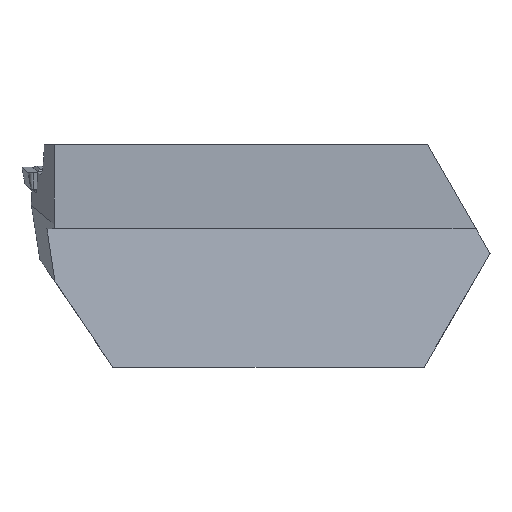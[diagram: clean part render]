
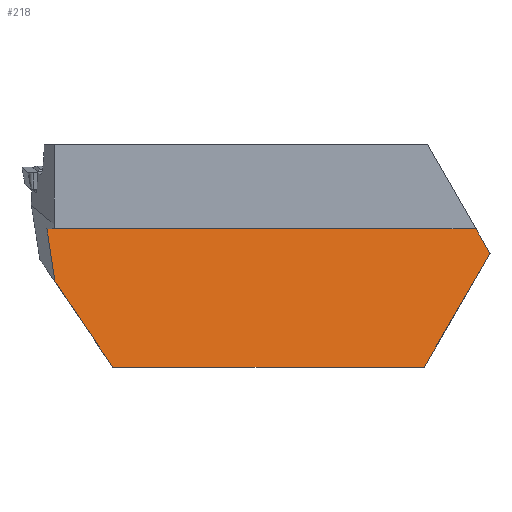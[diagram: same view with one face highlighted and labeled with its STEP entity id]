
A CAD part, top view. The second image highlights one B-rep face of the part: STEP entity #218.
In plain terms, the highlighted planar face has unit normal (0, 0.139, 0.99).
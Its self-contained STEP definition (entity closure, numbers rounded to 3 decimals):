
#218=ADVANCED_FACE('',(#330),#285,.F.);
#285=PLANE('',#1441);
#330=FACE_OUTER_BOUND('',#374,.T.);
#374=EDGE_LOOP('',(#514,#515,#516,#517,#518,#519));
#514=ORIENTED_EDGE('',*,*,#986,.F.);
#515=ORIENTED_EDGE('',*,*,#987,.T.);
#516=ORIENTED_EDGE('',*,*,#988,.T.);
#517=ORIENTED_EDGE('',*,*,#989,.T.);
#518=ORIENTED_EDGE('',*,*,#990,.T.);
#519=ORIENTED_EDGE('',*,*,#969,.T.);
#833=VERTEX_POINT('',#1968);
#834=VERTEX_POINT('',#1969);
#846=VERTEX_POINT('',#2002);
#847=VERTEX_POINT('',#2004);
#848=VERTEX_POINT('',#2006);
#849=VERTEX_POINT('',#2008);
#969=EDGE_CURVE('',#833,#834,#1141,.T.);
#986=EDGE_CURVE('',#846,#834,#1157,.T.);
#987=EDGE_CURVE('',#846,#847,#1158,.T.);
#988=EDGE_CURVE('',#847,#848,#1159,.T.);
#989=EDGE_CURVE('',#848,#849,#1160,.T.);
#990=EDGE_CURVE('',#849,#833,#1161,.T.);
#1141=LINE('',#1967,#1270);
#1157=LINE('',#2001,#1286);
#1158=LINE('',#2003,#1287);
#1159=LINE('',#2005,#1288);
#1160=LINE('',#2007,#1289);
#1161=LINE('',#2009,#1290);
#1270=VECTOR('',#1590,1.);
#1286=VECTOR('',#1616,1.);
#1287=VECTOR('',#1617,1.);
#1288=VECTOR('',#1618,1.);
#1289=VECTOR('',#1619,1.);
#1290=VECTOR('',#1620,1.);
#1441=AXIS2_PLACEMENT_3D('',#2010,#1621,#1622);
#1590=DIRECTION('',(0.15,-0.979,0.138));
#1616=DIRECTION('',(-0.555,0.823,-0.116));
#1617=DIRECTION('',(1.,0.,0.));
#1618=DIRECTION('',(0.496,0.86,-0.121));
#1619=DIRECTION('',(-0.496,0.86,-0.121));
#1620=DIRECTION('',(-1.,0.,0.));
#1621=DIRECTION('',(0.,-0.139,-0.99));
#1622=DIRECTION('',(0.,0.99,-0.139));
#1967=CARTESIAN_POINT('',(-88.014,-15.562,0.838));
#1968=CARTESIAN_POINT('',(-88.93,-9.6,0.));
#1969=CARTESIAN_POINT('',(-87.4,-19.561,1.4));
#2001=CARTESIAN_POINT('',(-80.026,-30.493,2.936));
#2002=CARTESIAN_POINT('',(-76.413,-35.85,3.689));
#2003=CARTESIAN_POINT('',(-48.438,-35.85,3.689));
#2004=CARTESIAN_POINT('',(-17.302,-35.85,3.689));
#2005=CARTESIAN_POINT('',(-15.51,-32.745,3.253));
#2006=CARTESIAN_POINT('',(-4.802,-14.199,0.646));
#2007=CARTESIAN_POINT('',(-17.553,7.886,-2.458));
#2008=CARTESIAN_POINT('',(-7.457,-9.6,0.));
#2009=CARTESIAN_POINT('',(-94.5,-9.6,0.));
#2010=CARTESIAN_POINT('',(-48.438,-9.6,0.));
